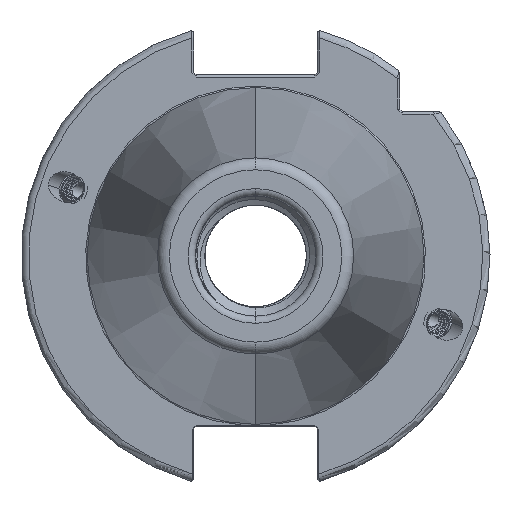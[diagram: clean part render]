
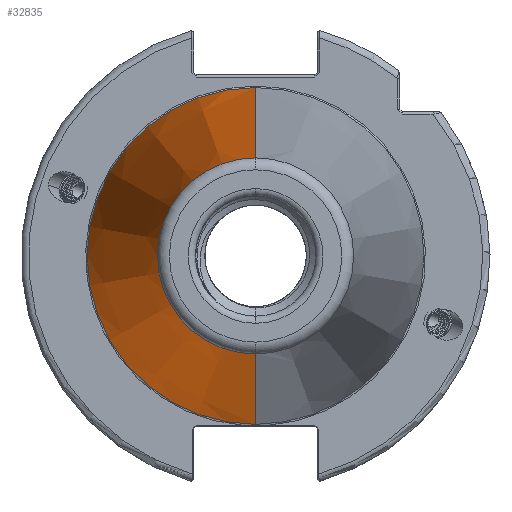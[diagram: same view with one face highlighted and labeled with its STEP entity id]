
A CAD part, left-side view. The second image highlights one B-rep face of the part: STEP entity #32835.
In plain terms, the highlighted conical face has half-angle 8.297 degrees and reference radius 35.392 mm.
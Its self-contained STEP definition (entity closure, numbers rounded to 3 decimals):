
#1302 = AXIS2_PLACEMENT_3D ( 'NONE', #10038, #10053, #10076 ) ;
#1322 = AXIS2_PLACEMENT_3D ( 'NONE', #6017, #6084, #6049 ) ;
#1331 = AXIS2_PLACEMENT_3D ( 'NONE', #26554, #26543, #26544 ) ;
#2061 = CONICAL_SURFACE ( 'NONE', #7321, 35.392, 0.145 ) ;
#2088 = FACE_OUTER_BOUND ( 'NONE', #6769, .T. ) ;
#2094 = VECTOR ( 'NONE', #8854, 1000. ) ;
#2103 = LINE ( 'NONE', #8831, #2094 ) ;
#2105 = LINE ( 'NONE', #7564, #2128 ) ;
#2128 = VECTOR ( 'NONE', #7570, 1000. ) ;
#4586 = EDGE_CURVE ( 'NONE', #34426, #34383, #15581, .T. ) ;
#4631 = EDGE_CURVE ( 'NONE', #34495, #34478, #15651, .T. ) ;
#4648 = EDGE_CURVE ( 'NONE', #34482, #34495, #15667, .T. ) ;
#4698 = EDGE_CURVE ( 'NONE', #34426, #34482, #2103, .T. ) ;
#4699 = EDGE_CURVE ( 'NONE', #34383, #34478, #2105, .T. ) ;
#6017 = CARTESIAN_POINT ( 'NONE',  ( -102.811, 0., 0. ) ) ;
#6049 = DIRECTION ( 'NONE',  ( 0., 0., 1. ) ) ;
#6084 = DIRECTION ( 'NONE',  ( 1., 0., 0. ) ) ;
#6769 = EDGE_LOOP ( 'NONE', ( #31308, #31309, #31258, #31264, #31304 ) ) ;
#7321 = AXIS2_PLACEMENT_3D ( 'NONE', #19468, #19494, #19493 ) ;
#7564 = CARTESIAN_POINT ( 'NONE',  ( 0., 0., 35.392 ) ) ;
#7570 = DIRECTION ( 'NONE',  ( 0.99, 0., 0.144 ) ) ;
#8831 = CARTESIAN_POINT ( 'NONE',  ( 0., 0., -35.392 ) ) ;
#8854 = DIRECTION ( 'NONE',  ( 0.99, 0., -0.144 ) ) ;
#10038 = CARTESIAN_POINT ( 'NONE',  ( -2.5, 0., 0. ) ) ;
#10053 = DIRECTION ( 'NONE',  ( 1., 0., 0. ) ) ;
#10076 = DIRECTION ( 'NONE',  ( 0., 1., 0. ) ) ;
#15581 = CIRCLE ( 'NONE', #1322, 20.399 ) ;
#15651 = CIRCLE ( 'NONE', #1331, 35.027 ) ;
#15667 = CIRCLE ( 'NONE', #1302, 35.027 ) ;
#19468 = CARTESIAN_POINT ( 'NONE',  ( 0., 0., 0. ) ) ;
#19493 = DIRECTION ( 'NONE',  ( 0., 0., -1. ) ) ;
#19494 = DIRECTION ( 'NONE',  ( 1., 0., 0. ) ) ;
#26543 = DIRECTION ( 'NONE',  ( 1., 0., 0. ) ) ;
#26544 = DIRECTION ( 'NONE',  ( 0., 1., 0. ) ) ;
#26554 = CARTESIAN_POINT ( 'NONE',  ( -2.5, 0., 0. ) ) ;
#29420 = CARTESIAN_POINT ( 'NONE',  ( -2.5, 0., 35.027 ) ) ;
#29431 = CARTESIAN_POINT ( 'NONE',  ( -102.811, 0., -20.399 ) ) ;
#29477 = CARTESIAN_POINT ( 'NONE',  ( -2.5, 0., -35.027 ) ) ;
#29494 = CARTESIAN_POINT ( 'NONE',  ( -2.5, 35.027, 0. ) ) ;
#30028 = CARTESIAN_POINT ( 'NONE',  ( -102.811, 0., 20.399 ) ) ;
#31258 = ORIENTED_EDGE ( 'NONE', *, *, #4631, .F. ) ;
#31264 = ORIENTED_EDGE ( 'NONE', *, *, #4648, .F. ) ;
#31304 = ORIENTED_EDGE ( 'NONE', *, *, #4698, .F. ) ;
#31308 = ORIENTED_EDGE ( 'NONE', *, *, #4586, .T. ) ;
#31309 = ORIENTED_EDGE ( 'NONE', *, *, #4699, .T. ) ;
#32835 = ADVANCED_FACE ( 'NONE', ( #2088 ), #2061, .T. ) ;
#34383 = VERTEX_POINT ( 'NONE', #30028 ) ;
#34426 = VERTEX_POINT ( 'NONE', #29431 ) ;
#34478 = VERTEX_POINT ( 'NONE', #29420 ) ;
#34482 = VERTEX_POINT ( 'NONE', #29477 ) ;
#34495 = VERTEX_POINT ( 'NONE', #29494 ) ;
